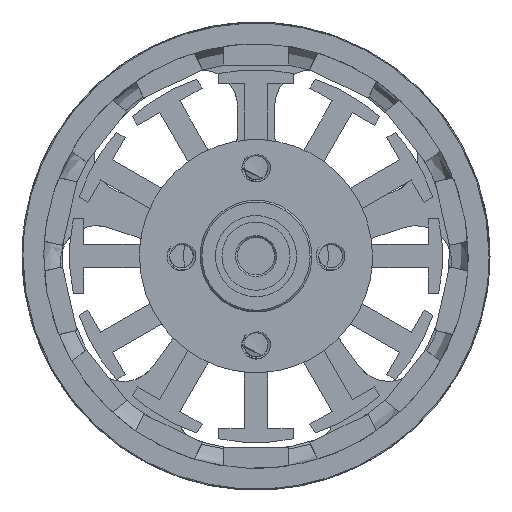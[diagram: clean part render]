
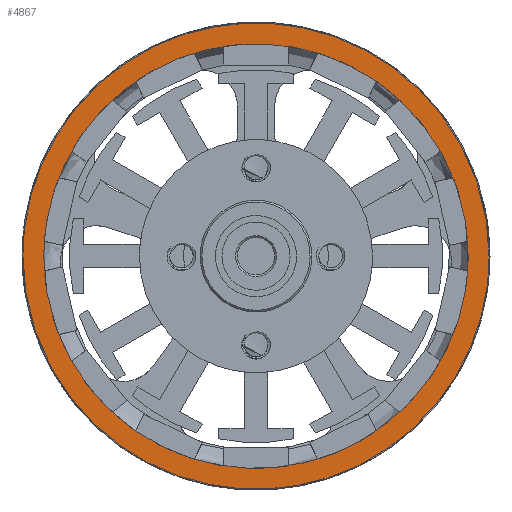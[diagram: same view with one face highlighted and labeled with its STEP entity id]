
A CAD part, front view. The second image highlights one B-rep face of the part: STEP entity #4867.
In plain terms, the highlighted free-form (B-spline) face has degree [1, 1] with [2, 2] control points.
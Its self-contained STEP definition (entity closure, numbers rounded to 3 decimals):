
#1746 = EDGE_CURVE('',#1747,#1749,#1751,.T.);
#1747 = VERTEX_POINT('',#1748);
#1748 = CARTESIAN_POINT('',(-30.826,10.833,
    0.));
#1749 = VERTEX_POINT('',#1750);
#1750 = CARTESIAN_POINT('',(30.826,10.833,0.));
#1751 = ( BOUNDED_CURVE() B_SPLINE_CURVE(2,(#1752,#1753,#1754,#1755,
#1756),.UNSPECIFIED.,.F.,.F.) B_SPLINE_CURVE_WITH_KNOTS((3,2,3),(
    3.142,4.712,6.283),
.PIECEWISE_BEZIER_KNOTS.) CURVE() GEOMETRIC_REPRESENTATION_ITEM() 
RATIONAL_B_SPLINE_CURVE((1.,0.707,1.,0.707,1.)) 
REPRESENTATION_ITEM('') );
#1752 = CARTESIAN_POINT('',(-30.826,10.833,
    0.));
#1753 = CARTESIAN_POINT('',(-30.826,10.833,
    -30.826));
#1754 = CARTESIAN_POINT('',(0.,10.833,
    -30.826));
#1755 = CARTESIAN_POINT('',(30.826,10.833,
    -30.826));
#1756 = CARTESIAN_POINT('',(30.826,10.833,
    0.));
#2042 = EDGE_CURVE('',#1749,#1747,#2043,.T.);
#2043 = ( BOUNDED_CURVE() B_SPLINE_CURVE(2,(#2044,#2045,#2046,#2047,
#2048),.UNSPECIFIED.,.F.,.F.) B_SPLINE_CURVE_WITH_KNOTS((3,2,3),(0.,
1.571,3.142),.PIECEWISE_BEZIER_KNOTS.) CURVE() 
GEOMETRIC_REPRESENTATION_ITEM() RATIONAL_B_SPLINE_CURVE((1.,
0.707,1.,0.707,1.)) REPRESENTATION_ITEM('') );
#2044 = CARTESIAN_POINT('',(30.826,10.833,0.));
#2045 = CARTESIAN_POINT('',(30.826,10.833,
    30.826));
#2046 = CARTESIAN_POINT('',(0.,10.833,
    30.826));
#2047 = CARTESIAN_POINT('',(-30.826,10.833,
    30.826));
#2048 = CARTESIAN_POINT('',(-30.826,10.833,
    0.));
#4821 = EDGE_CURVE('',#4822,#4824,#4826,.T.);
#4822 = VERTEX_POINT('',#4823);
#4823 = CARTESIAN_POINT('',(33.853,10.833,0.));
#4824 = VERTEX_POINT('',#4825);
#4825 = CARTESIAN_POINT('',(-33.853,10.833,
    0.));
#4826 = ( BOUNDED_CURVE() B_SPLINE_CURVE(2,(#4827,#4828,#4829,#4830,
#4831),.UNSPECIFIED.,.F.,.F.) B_SPLINE_CURVE_WITH_KNOTS((3,2,3),(0.,
1.571,3.142),.PIECEWISE_BEZIER_KNOTS.) CURVE() 
GEOMETRIC_REPRESENTATION_ITEM() RATIONAL_B_SPLINE_CURVE((1.,
0.707,1.,0.707,1.)) REPRESENTATION_ITEM('') );
#4827 = CARTESIAN_POINT('',(33.853,10.833,0.));
#4828 = CARTESIAN_POINT('',(33.853,10.833,
    33.853));
#4829 = CARTESIAN_POINT('',(0.,10.833,
    33.853));
#4830 = CARTESIAN_POINT('',(-33.853,10.833,
    33.853));
#4831 = CARTESIAN_POINT('',(-33.853,10.833,
    0.));
#4833 = EDGE_CURVE('',#4824,#4822,#4834,.T.);
#4834 = ( BOUNDED_CURVE() B_SPLINE_CURVE(2,(#4835,#4836,#4837,#4838,
#4839),.UNSPECIFIED.,.F.,.F.) B_SPLINE_CURVE_WITH_KNOTS((3,2,3),(
    3.142,4.712,6.283),
.PIECEWISE_BEZIER_KNOTS.) CURVE() GEOMETRIC_REPRESENTATION_ITEM() 
RATIONAL_B_SPLINE_CURVE((1.,0.707,1.,0.707,1.)) 
REPRESENTATION_ITEM('') );
#4835 = CARTESIAN_POINT('',(-33.853,10.833,
    0.));
#4836 = CARTESIAN_POINT('',(-33.853,10.833,
    -33.853));
#4837 = CARTESIAN_POINT('',(0.,10.833,
    -33.853));
#4838 = CARTESIAN_POINT('',(33.853,10.833,
    -33.853));
#4839 = CARTESIAN_POINT('',(33.853,10.833,
    0.));
#4867 = ADVANCED_FACE('',(#4868,#4872),#4876,.T.);
#4868 = FACE_BOUND('',#4869,.T.);
#4869 = EDGE_LOOP('',(#4870,#4871));
#4870 = ORIENTED_EDGE('',*,*,#4821,.T.);
#4871 = ORIENTED_EDGE('',*,*,#4833,.T.);
#4872 = FACE_BOUND('',#4873,.T.);
#4873 = EDGE_LOOP('',(#4874,#4875));
#4874 = ORIENTED_EDGE('',*,*,#2042,.F.);
#4875 = ORIENTED_EDGE('',*,*,#1746,.F.);
#4876 = B_SPLINE_SURFACE_WITH_KNOTS('',1,1,(
    (#4877,#4878)
    ,(#4879,#4880
    )),.UNSPECIFIED.,.F.,.F.,.F.,(2,2),(2,2),(-25.,25.),(-47.765
    ,2.235),.PIECEWISE_BEZIER_KNOTS.);
#4877 = CARTESIAN_POINT('',(-33.853,10.833,
    33.853));
#4878 = CARTESIAN_POINT('',(33.853,10.833,
    33.853));
#4879 = CARTESIAN_POINT('',(-33.853,10.833,
    -33.853));
#4880 = CARTESIAN_POINT('',(33.853,10.833,
    -33.853));
